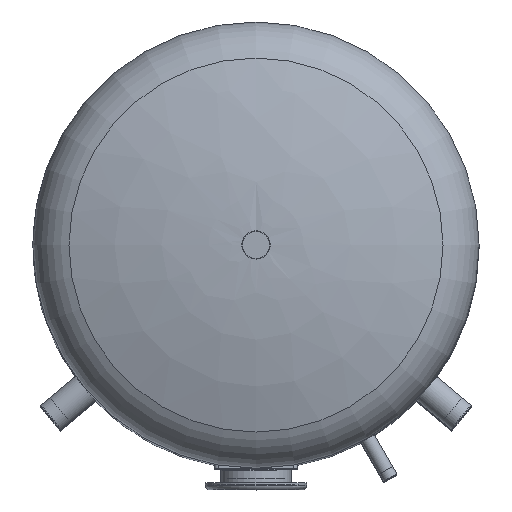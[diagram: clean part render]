
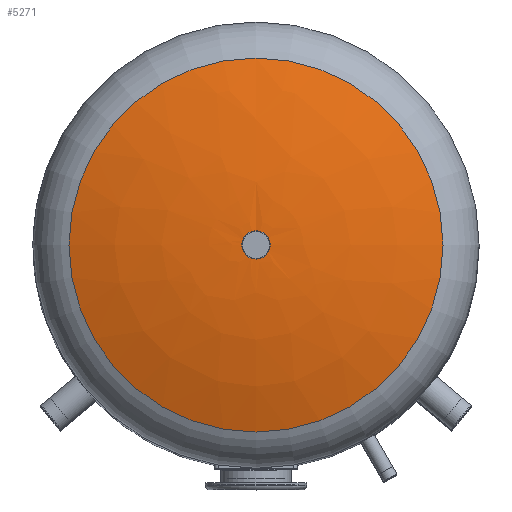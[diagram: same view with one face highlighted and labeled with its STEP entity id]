
A CAD part, top view. The second image highlights one B-rep face of the part: STEP entity #5271.
In plain terms, the highlighted free-form (B-spline) face has degree [2, 2] with [3, 9] control points.
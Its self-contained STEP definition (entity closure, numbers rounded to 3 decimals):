
#934=(
BOUNDED_CURVE()
B_SPLINE_CURVE(2,(#8086,#8087,#8088),.UNSPECIFIED.,.F.,.F.)
B_SPLINE_CURVE_WITH_KNOTS((3,3),(1.249,1.589),
 .UNSPECIFIED.)
CURVE()
GEOMETRIC_REPRESENTATION_ITEM()
RATIONAL_B_SPLINE_CURVE((1.,0.986,1.))
REPRESENTATION_ITEM('')
);
#936=(
BOUNDED_SURFACE()
B_SPLINE_SURFACE(2,2,((#8055,#8056,#8057,#8058,#8059,#8060,#8061,#8062,
#8063),(#8064,#8065,#8066,#8067,#8068,#8069,#8070,#8071,#8072),(#8073,#8074,
#8075,#8076,#8077,#8078,#8079,#8080,#8081)),.UNSPECIFIED.,.F.,.T.,.F.)
B_SPLINE_SURFACE_WITH_KNOTS((3,3),(3,2,2,2,3),(-1.589,-1.249),
(-3.142,-1.571,0.,1.571,3.142),
 .UNSPECIFIED.)
GEOMETRIC_REPRESENTATION_ITEM()
RATIONAL_B_SPLINE_SURFACE(((1.,0.707,1.,0.707,1.,
0.707,1.,0.707,1.),(0.986,0.697,
0.986,0.697,0.986,0.697,0.986,
0.697,0.986),(1.,0.707,1.,0.707,
1.,0.707,1.,0.707,1.)))
REPRESENTATION_ITEM('')
SURFACE()
);
#1261=FACE_OUTER_BOUND('',#1612,.T.);
#1612=EDGE_LOOP('',(#3635,#3636,#3637,#3638));
#2056=CIRCLE('',#5644,330.994);
#2057=CIRCLE('',#5645,330.994);
#2344=VERTEX_POINT('',#8082);
#2345=VERTEX_POINT('',#8083);
#2346=VERTEX_POINT('',#8085);
#2873=EDGE_CURVE('',#2344,#2345,#2056,.T.);
#2874=EDGE_CURVE('',#2345,#2346,#934,.T.);
#2875=EDGE_CURVE('',#2345,#2344,#2057,.T.);
#3635=ORIENTED_EDGE('',*,*,#2873,.T.);
#3636=ORIENTED_EDGE('',*,*,#2874,.T.);
#3637=ORIENTED_EDGE('',*,*,#2874,.F.);
#3638=ORIENTED_EDGE('',*,*,#2875,.T.);
#5271=ADVANCED_FACE('',(#1261),#936,.T.);
#5644=AXIS2_PLACEMENT_3D('',#8084,#6311,#6312);
#5645=AXIS2_PLACEMENT_3D('',#8089,#6313,#6314);
#6311=DIRECTION('center_axis',(0.,0.,
1.));
#6312=DIRECTION('ref_axis',(-1.,0.,0.));
#6313=DIRECTION('center_axis',(0.,0.,
1.));
#6314=DIRECTION('ref_axis',(-1.,0.,0.));
#8055=CARTESIAN_POINT('Ctrl Pts',(0.,0.,
1723.));
#8056=CARTESIAN_POINT('Ctrl Pts',(0.,0.,
1723.));
#8057=CARTESIAN_POINT('Ctrl Pts',(0.,0.,
1723.));
#8058=CARTESIAN_POINT('Ctrl Pts',(0.,0.,
1723.));
#8059=CARTESIAN_POINT('Ctrl Pts',(0.,0.,
1723.));
#8060=CARTESIAN_POINT('Ctrl Pts',(0.,0.,
1723.));
#8061=CARTESIAN_POINT('Ctrl Pts',(0.,0.,
1723.));
#8062=CARTESIAN_POINT('Ctrl Pts',(0.,0.,
1723.));
#8063=CARTESIAN_POINT('Ctrl Pts',(0.,0.,
1723.));
#8064=CARTESIAN_POINT('Ctrl Pts',(0.,169.847,
1726.046));
#8065=CARTESIAN_POINT('Ctrl Pts',(-169.847,169.847,1726.046));
#8066=CARTESIAN_POINT('Ctrl Pts',(-169.847,0.,
1726.046));
#8067=CARTESIAN_POINT('Ctrl Pts',(-169.847,-169.847,1726.046));
#8068=CARTESIAN_POINT('Ctrl Pts',(0.,-169.847,
1726.046));
#8069=CARTESIAN_POINT('Ctrl Pts',(169.847,-169.847,1726.046));
#8070=CARTESIAN_POINT('Ctrl Pts',(169.847,0.,
1726.046));
#8071=CARTESIAN_POINT('Ctrl Pts',(169.847,169.847,1726.046));
#8072=CARTESIAN_POINT('Ctrl Pts',(0.,169.847,
1726.046));
#8073=CARTESIAN_POINT('Ctrl Pts',(0.,330.994,
1672.298));
#8074=CARTESIAN_POINT('Ctrl Pts',(-330.994,330.994,1672.298));
#8075=CARTESIAN_POINT('Ctrl Pts',(-330.994,0.,
1672.298));
#8076=CARTESIAN_POINT('Ctrl Pts',(-330.994,-330.994,1672.298));
#8077=CARTESIAN_POINT('Ctrl Pts',(0.,-330.994,
1672.298));
#8078=CARTESIAN_POINT('Ctrl Pts',(330.994,-330.994,1672.298));
#8079=CARTESIAN_POINT('Ctrl Pts',(330.994,0.,
1672.298));
#8080=CARTESIAN_POINT('Ctrl Pts',(330.994,330.994,1672.298));
#8081=CARTESIAN_POINT('Ctrl Pts',(0.,330.994,
1672.298));
#8082=CARTESIAN_POINT('',(-330.994,0.,1672.298));
#8083=CARTESIAN_POINT('',(0.,330.994,1672.298));
#8084=CARTESIAN_POINT('Origin',(0.,0.,1672.298));
#8085=CARTESIAN_POINT('',(0.,0.,1723.));
#8086=CARTESIAN_POINT('Ctrl Pts',(0.,330.994,
1672.298));
#8087=CARTESIAN_POINT('Ctrl Pts',(0.,169.847,
1726.046));
#8088=CARTESIAN_POINT('Ctrl Pts',(0.,0.,
1723.));
#8089=CARTESIAN_POINT('Origin',(0.,0.,1672.298));
